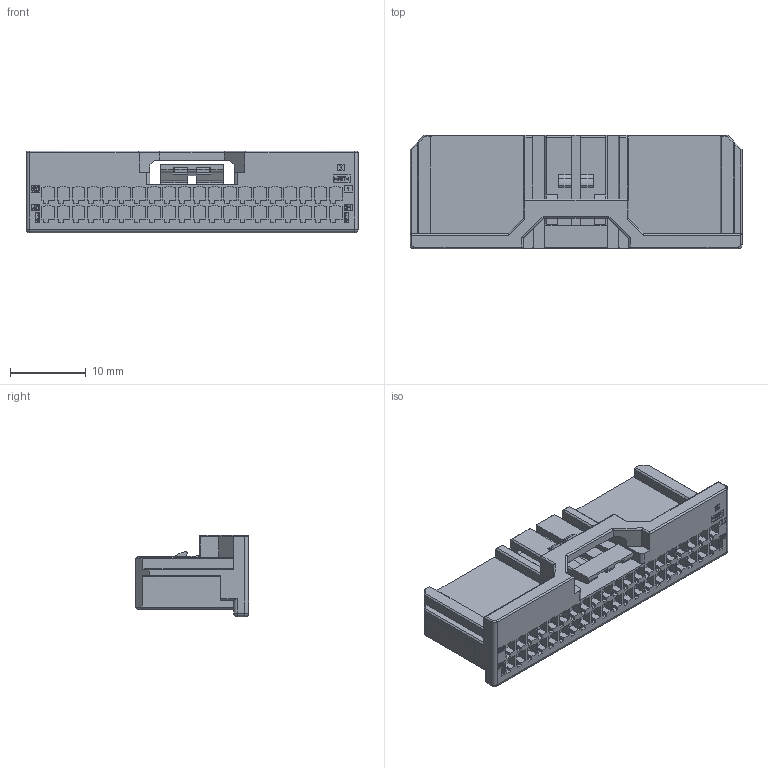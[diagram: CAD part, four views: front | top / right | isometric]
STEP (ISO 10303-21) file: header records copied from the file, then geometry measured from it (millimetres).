
FILE_DESCRIPTION( ('This file contains a STEP AP42 implementation' ,'as created by ZW3D STEP Interface translator.') ,'2;1' );
FILE_NAME( '72025-2FC040AN00BA1.stp' ,'231129.1034 7', (''), ('ZWCAD Software Co.'), 'Version 1.0', 'ZW3D to STEP translator', '' );
FILE_SCHEMA(('AUTOMOTIVE_DESIGN { 1 0 10303 214 1 1 1 1 }'));
Length unit declared in the file: millimetre
Products named in the file (2): 0; 72025-2FC040AN00BA1W
Bounding box: 43.9 x 15 x 10.8 mm (x, y, z)
Volume: 3891.6 mm3; surface area: 3618.1 mm2
Topology: 1 solids, 1 shells, 1577 faces, 4037 edges, 2605 vertices
Faces by surface type: plane 1419, cylinder 92, bspline 56, sphere 6, torus 4
Full cylindrical faces by diameter (mm): 0.4 x2, 3 x1
Entity records: 48510 total; most frequent: CARTESIAN_POINT 9012, ORIENTED_EDGE 8074, DIRECTION 7101, EDGE_CURVE 4037, VECTOR 3741, LINE 3741, VERTEX_POINT 2605, EDGE_LOOP 1732
